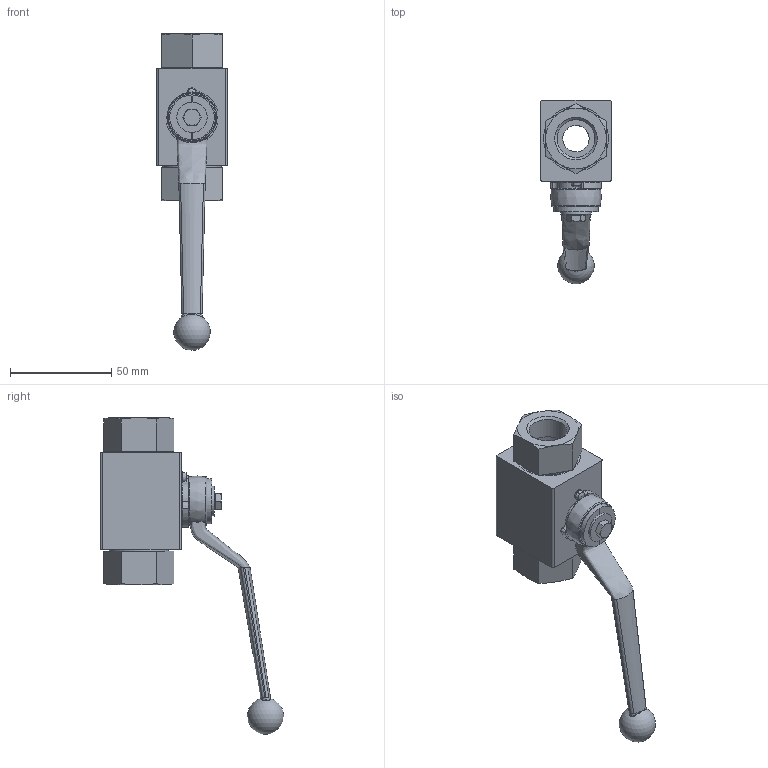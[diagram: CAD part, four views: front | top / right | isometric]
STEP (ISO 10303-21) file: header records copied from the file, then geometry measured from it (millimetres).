
FILE_DESCRIPTION(/* description */ (''),/* implementation_level */ '2;1');
FILE_NAME(/* name */ '27877.stp',/* time_stamp */ '2020-09-30T10:24:54+02:00',/* author */ ('dh'),/* organization */ (''),/* preprocessor_version */ 'ST-DEVELOPER v17',/* originating_system */ 'Autodesk Inventor 2018',/* authorisation */ '');
FILE_SCHEMA (('AUTOMOTIVE_DESIGN { 1 0 10303 214 3 1 1 }'));
Length unit declared in the file: millimetre
Products named in the file (1): 27877
Bounding box: 35 x 90.47 x 156.25 mm (x, y, z)
Volume: 92812 mm3; surface area: 25453.7 mm2
Topology: 1 solids, 3 shells, 226 faces, 613 edges, 391 vertices
Faces by surface type: plane 117, cylinder 47, cone 29, bspline 22, torus 9, sphere 2
Full cylindrical faces by diameter (mm): 4.134 x1, 4.567 x1, 5 x1, 5.3 x1, 5.5 x1, 6.7 x1, 13 x1, 14 x1, 15 x1, 18.631 x2, 21.2 x2, 22 x1, 29 x2, 32 x2
Entity records: 9633 total; most frequent: CARTESIAN_POINT 3763, ORIENTED_EDGE 1222, DIRECTION 1171, EDGE_CURVE 611, AXIS2_PLACEMENT_3D 437, VERTEX_POINT 391, LINE 297, VECTOR 297
